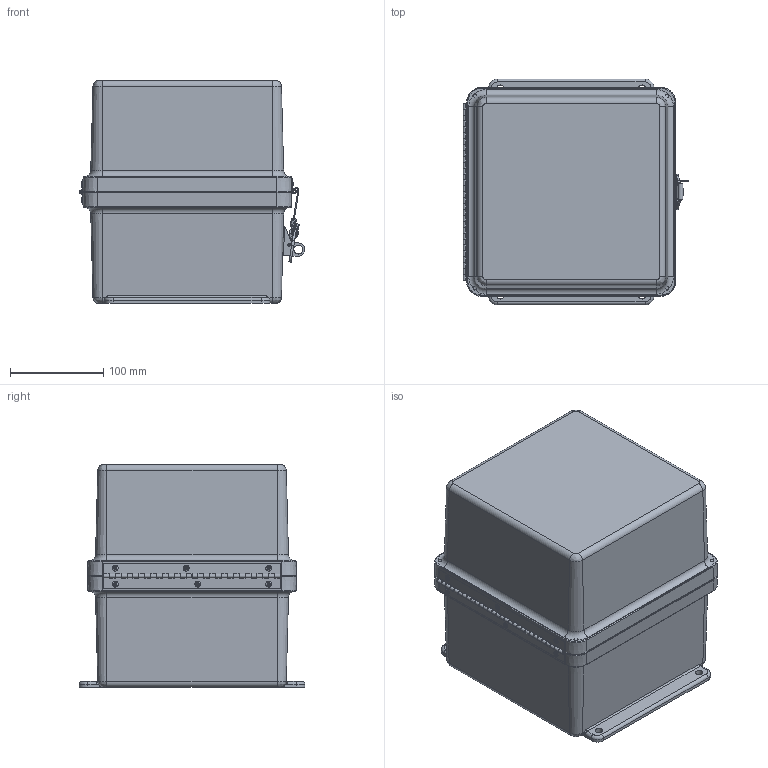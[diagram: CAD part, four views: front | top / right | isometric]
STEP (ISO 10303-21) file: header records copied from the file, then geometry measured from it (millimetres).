
FILE_DESCRIPTION(/* description */ (''),/* implementation_level */ '2;1');
FILE_NAME(/* name */ 'HW-J80808XD.stp',/* time_stamp */ '2014-04-17T09:52:01-05:00',/* author */ ('jtigges'),/* organization */ (''),/* preprocessor_version */ 'ST-DEVELOPER v15.2',/* originating_system */ 'Autodesk Inventor 2014',/* authorisation */ '');
FILE_SCHEMA (('AUTOMOTIVE_DESIGN { 1 0 10303 214 3 1 1 }'));
Length unit declared in the file: inch
Products named in the file (31): J808HL_2; RMINS45821P_97; RMINS45821P_98; RMINS45821P_99; RMINS45821P_100; J808BHL; RMRIV43; JONEA; SSHONEB; JONEC; JONED; JONEE; JONEF; JONEG; JONEH; SSHONEI; SSHONE; RMLATSSH; RMHINGCOVSSH7.5; RMHINGPIN7.5; RMHINGBOXSSH7.5; RMHINGSSH806; J808SSHCOV; GASKET_SSH_808; J808BSSHCOV; RMINS45821P_101; RMINS45821P_102; RMINS45821P_103; RMINS45821P_104; RMKEEPSSHLL150; J8088SSH_STP
Bounding box: 242.75 x 242.86 x 239.46 mm (x, y, z)
Volume: 1172488 mm3; surface area: 619069.3 mm2
Topology: 35 solids, 35 shells, 1139 faces, 2721 edges, 1697 vertices
Faces by surface type: cylinder 443, plane 401, bspline 127, torus 88, cone 59, sphere 21
Full cylindrical faces by diameter (mm): 2.159 x31, 2.4 x1, 2.7 x2, 3 x1, 3.175 x10, 3.25 x1, 3.302 x2, 3.454 x6, 3.5 x1, 3.556 x10, 3.861 x16, 3.962 x11, 4.2 x2, 4.7 x1, 4.9 x1, 5 x2, 5.3 x1, 5.537 x8, 6.35 x10, 6.858 x8, 9.55 x1, 13.3 x1, 13.5 x1
Entity records: 42157 total; most frequent: CARTESIAN_POINT 16177, DIRECTION 5573, ORIENTED_EDGE 4968, EDGE_CURVE 2484, AXIS2_PLACEMENT_3D 2204, VERTEX_POINT 1617, EDGE_LOOP 1387, LINE 1165
